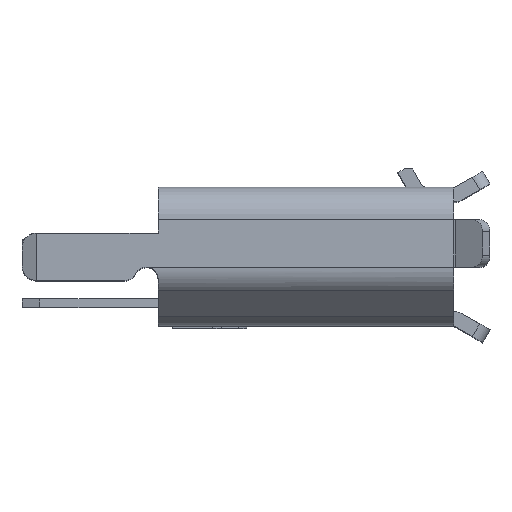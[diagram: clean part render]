
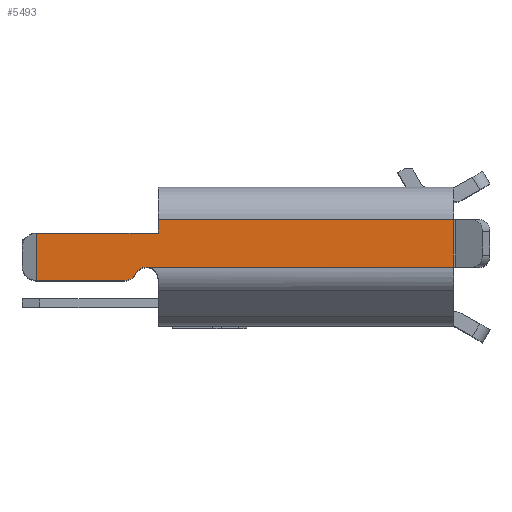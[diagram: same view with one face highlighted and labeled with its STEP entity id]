
A CAD part, top view. The second image highlights one B-rep face of the part: STEP entity #5493.
In plain terms, the highlighted face is planar.
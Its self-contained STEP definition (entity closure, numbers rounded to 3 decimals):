
#1512 = EDGE_LOOP ( 'NONE', ( #19110, #19114, #19130, #19149, #19084, #19074, #19116, #19158, #19136 ) ) ;
#1809 = LINE ( 'NONE', #3717, #1817 ) ;
#1817 = VECTOR ( 'NONE', #3718, 1000. ) ;
#2737 = EDGE_CURVE ( 'NONE', #20125, #20136, #1809, .T. ) ;
#2749 = EDGE_CURVE ( 'NONE', #20138, #20117, #4414, .T. ) ;
#2758 = EDGE_CURVE ( 'NONE', #20147, #20138, #4433, .T. ) ;
#2805 = EDGE_CURVE ( 'NONE', #20125, #20205, #4469, .T. ) ;
#2846 = EDGE_CURVE ( 'NONE', #20136, #20231, #4585, .T. ) ;
#2863 = EDGE_CURVE ( 'NONE', #20181, #20231, #4577, .T. ) ;
#2879 = EDGE_CURVE ( 'NONE', #20181, #20147, #4556, .T. ) ;
#2885 = EDGE_CURVE ( 'NONE', #20183, #20117, #4595, .T. ) ;
#2917 = EDGE_CURVE ( 'NONE', #20205, #20183, #4672, .T. ) ;
#3066 = AXIS2_PLACEMENT_3D ( 'NONE', #6428, #6469, #6449 ) ;
#3070 = AXIS2_PLACEMENT_3D ( 'NONE', #6382, #6421, #6383 ) ;
#3238 = AXIS2_PLACEMENT_3D ( 'NONE', #10284, #10334, #10296 ) ;
#3717 = CARTESIAN_POINT ( 'NONE',  ( 3.7, 0.113, 3.55 ) ) ;
#3718 = DIRECTION ( 'NONE',  ( 0., -1., 0. ) ) ;
#4070 = DIRECTION ( 'NONE',  ( 0., 0., -1. ) ) ;
#4082 = CARTESIAN_POINT ( 'NONE',  ( 3.7, -0.4, 2.805 ) ) ;
#4122 = DIRECTION ( 'NONE',  ( 0., 1., 0. ) ) ;
#4125 = CARTESIAN_POINT ( 'NONE',  ( 3.7, 0.113, -3.5 ) ) ;
#4180 = CARTESIAN_POINT ( 'NONE',  ( 3.7, -0.175, 0.025 ) ) ;
#4181 = DIRECTION ( 'NONE',  ( 0., 0., -1. ) ) ;
#4249 = CARTESIAN_POINT ( 'NONE',  ( 3.7, 0.4, 2.525 ) ) ;
#4267 = DIRECTION ( 'NONE',  ( 0., 0., -1. ) ) ;
#4411 = VECTOR ( 'NONE', #4122, 1000. ) ;
#4414 = LINE ( 'NONE', #4125, #4411 ) ;
#4433 = LINE ( 'NONE', #4180, #4434 ) ;
#4434 = VECTOR ( 'NONE', #4181, 1000. ) ;
#4469 = LINE ( 'NONE', #4249, #4481 ) ;
#4481 = VECTOR ( 'NONE', #4267, 1000. ) ;
#4556 = CIRCLE ( 'NONE', #3066, 0.2 ) ;
#4577 = CIRCLE ( 'NONE', #3070, 0.2 ) ;
#4585 = LINE ( 'NONE', #4082, #4599 ) ;
#4595 = LINE ( 'NONE', #6517, #4645 ) ;
#4599 = VECTOR ( 'NONE', #4070, 1000. ) ;
#4645 = VECTOR ( 'NONE', #6496, 1000. ) ;
#4672 = LINE ( 'NONE', #6555, #4690 ) ;
#4690 = VECTOR ( 'NONE', #6579, 1000. ) ;
#4983 = FACE_OUTER_BOUND ( 'NONE', #1512, .T. ) ;
#5493 = ADVANCED_FACE ( 'NONE', ( #4983 ), #10306, .T. ) ;
#6382 = CARTESIAN_POINT ( 'NONE',  ( 3.7, -0.2, 2.06 ) ) ;
#6383 = DIRECTION ( 'NONE',  ( 0., 0., -1. ) ) ;
#6421 = DIRECTION ( 'NONE',  ( -1., 0., 0. ) ) ;
#6428 = CARTESIAN_POINT ( 'NONE',  ( 3.7, -0.375, 1.7 ) ) ;
#6449 = DIRECTION ( 'NONE',  ( 0., 0., 1. ) ) ;
#6469 = DIRECTION ( 'NONE',  ( -1., 0., 0. ) ) ;
#6496 = DIRECTION ( 'NONE',  ( 0., 0., -1. ) ) ;
#6517 = CARTESIAN_POINT ( 'NONE',  ( 3.7, 0.625, 1.6 ) ) ;
#6555 = CARTESIAN_POINT ( 'NONE',  ( 3.7, 0.512, 1.5 ) ) ;
#6579 = DIRECTION ( 'NONE',  ( 0., 1., 0. ) ) ;
#10284 = CARTESIAN_POINT ( 'NONE',  ( 3.7, 0.113, 0.025 ) ) ;
#10296 = DIRECTION ( 'NONE',  ( 0., 0., -1. ) ) ;
#10306 = PLANE ( 'NONE',  #3238 ) ;
#10334 = DIRECTION ( 'NONE',  ( 1., 0., 0. ) ) ;
#17154 = CARTESIAN_POINT ( 'NONE',  ( 3.7, -0.4, 3.55 ) ) ;
#17172 = CARTESIAN_POINT ( 'NONE',  ( 3.7, -0.175, 1.7 ) ) ;
#17176 = CARTESIAN_POINT ( 'NONE',  ( 3.7, 0.4, 3.55 ) ) ;
#17186 = CARTESIAN_POINT ( 'NONE',  ( 3.7, -0.175, -3.5 ) ) ;
#17197 = CARTESIAN_POINT ( 'NONE',  ( 3.7, 0.625, -3.5 ) ) ;
#17230 = CARTESIAN_POINT ( 'NONE',  ( 3.7, -0.287, 1.88 ) ) ;
#17231 = CARTESIAN_POINT ( 'NONE',  ( 3.7, 0.625, 1.5 ) ) ;
#17280 = CARTESIAN_POINT ( 'NONE',  ( 3.7, 0.4, 1.5 ) ) ;
#17289 = CARTESIAN_POINT ( 'NONE',  ( 3.7, -0.4, 2.06 ) ) ;
#19074 = ORIENTED_EDGE ( 'NONE', *, *, #2737, .T. ) ;
#19084 = ORIENTED_EDGE ( 'NONE', *, *, #2805, .F. ) ;
#19110 = ORIENTED_EDGE ( 'NONE', *, *, #2758, .T. ) ;
#19114 = ORIENTED_EDGE ( 'NONE', *, *, #2749, .T. ) ;
#19116 = ORIENTED_EDGE ( 'NONE', *, *, #2846, .T. ) ;
#19130 = ORIENTED_EDGE ( 'NONE', *, *, #2885, .F. ) ;
#19136 = ORIENTED_EDGE ( 'NONE', *, *, #2879, .T. ) ;
#19149 = ORIENTED_EDGE ( 'NONE', *, *, #2917, .F. ) ;
#19158 = ORIENTED_EDGE ( 'NONE', *, *, #2863, .F. ) ;
#20117 = VERTEX_POINT ( 'NONE', #17197 ) ;
#20125 = VERTEX_POINT ( 'NONE', #17176 ) ;
#20136 = VERTEX_POINT ( 'NONE', #17154 ) ;
#20138 = VERTEX_POINT ( 'NONE', #17186 ) ;
#20147 = VERTEX_POINT ( 'NONE', #17172 ) ;
#20181 = VERTEX_POINT ( 'NONE', #17230 ) ;
#20183 = VERTEX_POINT ( 'NONE', #17231 ) ;
#20205 = VERTEX_POINT ( 'NONE', #17280 ) ;
#20231 = VERTEX_POINT ( 'NONE', #17289 ) ;
